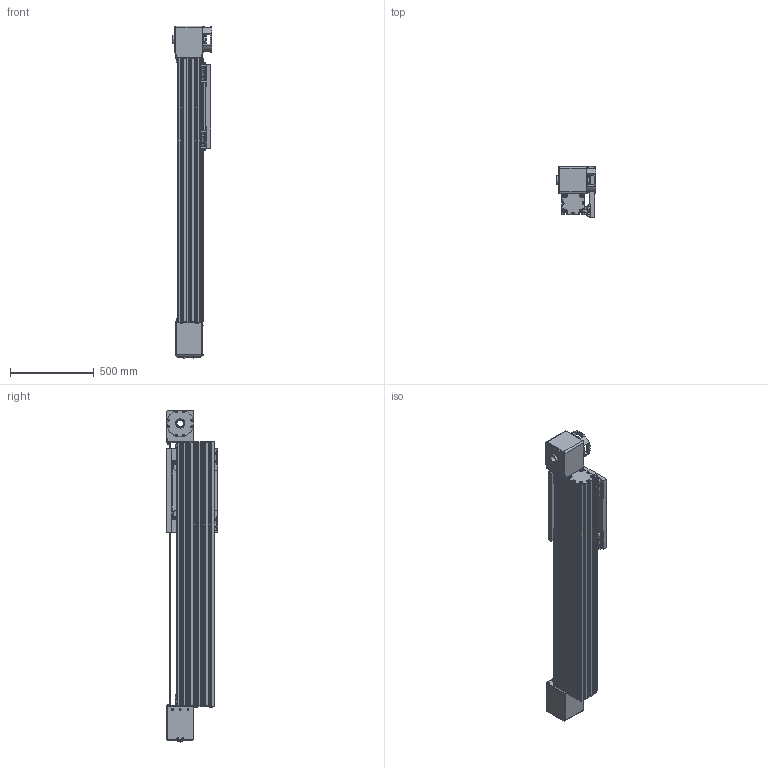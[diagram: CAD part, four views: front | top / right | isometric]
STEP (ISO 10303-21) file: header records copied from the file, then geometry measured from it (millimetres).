
FILE_DESCRIPTION(/* description */ ('STEP AP214','CAx-IF Rec.Pracs.---Representation and Presentation of Product Manufacturing Information (PMI)---4.0---2014-10-13'),/* implementation_level */ '2;1');
FILE_NAME(/* name */ '823.VVL CAD FILE.stp',/* time_stamp */ '2022-07-06T16:47:19+02:00',/* author */ ('Ufficio Tecnico'),/* organization */ (''),/* preprocessor_version */ 'ST-DEVELOPER v18.1',/* originating_system */ 'Autodesk Inventor 2022',/* authorisation */ '');
FILE_SCHEMA (('AP242_MANAGED_MODEL_BASED_3D_ENGINEERING_MIM_LF { 1 0 10303 442 1 1 4 }'));
Products named in the file (8): 823.VVL CAD FILE; Profilo 822.VVL; Coperchio 822.HHL; Testata traino 822.VVL; Carrello 822.VVL; Corpo motore 823.VVL; Calettatore 823.HHL; Flangia riduttore 823.HHL
Assembly tree (7 placements, depth 2):
  823.VVL CAD FILE
    Profilo 822.VVL
    Coperchio 822.HHL
    Testata traino 822.VVL
    Carrello 822.VVL
    Corpo motore 823.VVL
    Calettatore 823.HHL
    Flangia riduttore 823.HHL
Bounding box: 235 x 304.7 x 1980.75 mm (x, y, z)
Volume: 62831425.2 mm3; surface area: 3935669.2 mm2
Topology: 18 solids, 18 shells, 3628 faces, 9729 edges, 6406 vertices
Faces by surface type: plane 2470, cylinder 903, torus 107, cone 92, bspline 40, sphere 16
Full cylindrical faces by diameter (mm): 4.917 x36, 5 x2, 5.5 x16, 6 x16, 6.4 x2, 6.647 x12, 7 x52, 7.6 x6, 8 x24, 9.5 x2, 10 x22, 10.5 x14, 11 x12, 12 x8, 13 x16, 13.5 x4, 14 x16, 16 x5, 17 x5, 19 x8, 40 x1, 50 x3, 52 x2, 53 x1, 60 x3, 90 x2, 100 x1, 120 x1, 130 x1, 131 x2
Entity records: 129403 total; most frequent: CARTESIAN_POINT 33271, ORIENTED_EDGE 19412, DIRECTION 19353, EDGE_CURVE 9706, LINE 6999, VECTOR 6999, VERTEX_POINT 6406, AXIS2_PLACEMENT_3D 6177
